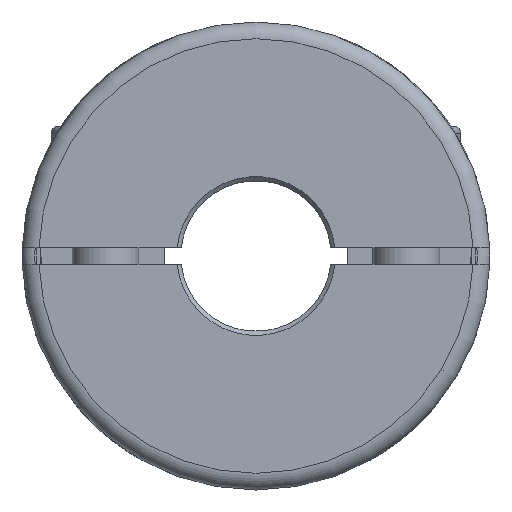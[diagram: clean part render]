
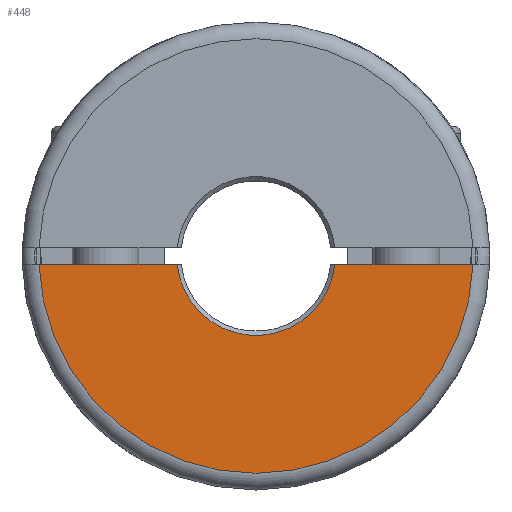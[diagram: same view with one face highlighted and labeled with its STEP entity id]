
A CAD part, left-side view. The second image highlights one B-rep face of the part: STEP entity #448.
In plain terms, the highlighted planar face has unit normal (-1, 0, 0).
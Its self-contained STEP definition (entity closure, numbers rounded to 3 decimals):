
#448 = ADVANCED_FACE( '', ( #988 ), #989, .F. );
#988 = FACE_OUTER_BOUND( '', #1551, .T. );
#989 = PLANE( '', #1552 );
#1551 = EDGE_LOOP( '', ( #2674, #2675, #2676, #2677 ) );
#1552 = AXIS2_PLACEMENT_3D( '', #2678, #2679, #2680 );
#2674 = ORIENTED_EDGE( '', *, *, #3037, .F. );
#2675 = ORIENTED_EDGE( '', *, *, #2997, .T. );
#2676 = ORIENTED_EDGE( '', *, *, #3263, .F. );
#2677 = ORIENTED_EDGE( '', *, *, #3278, .F. );
#2678 = CARTESIAN_POINT( '', ( -32., 0., 4. ) );
#2679 = DIRECTION( '', ( 1., 0., 0. ) );
#2680 = DIRECTION( '', ( 0., 0., 1. ) );
#2997 = EDGE_CURVE( '', #3551, #3548, #3552, .T. );
#3037 = EDGE_CURVE( '', #3551, #3613, #3614, .T. );
#3263 = EDGE_CURVE( '', #3916, #3548, #3917, .T. );
#3278 = EDGE_CURVE( '', #3613, #3916, #3935, .T. );
#3548 = VERTEX_POINT( '', #4555 );
#3551 = VERTEX_POINT( '', #4561 );
#3552 = CIRCLE( '', #4562, 9.5 );
#3613 = VERTEX_POINT( '', #4680 );
#3614 = LINE( '', #4681, #4682 );
#3916 = VERTEX_POINT( '', #5525 );
#3917 = LINE( '', #5526, #5527 );
#3935 = CIRCLE( '', #5564, 26. );
#4555 = CARTESIAN_POINT( '', ( -32., 9.447, -1. ) );
#4561 = CARTESIAN_POINT( '', ( -32., -9.447, -1. ) );
#4562 = AXIS2_PLACEMENT_3D( '', #5778, #5779, #5780 );
#4680 = CARTESIAN_POINT( '', ( -32., -25.981, -1. ) );
#4681 = CARTESIAN_POINT( '', ( -32., 0., -1. ) );
#4682 = VECTOR( '', #5829, 1000. );
#5525 = CARTESIAN_POINT( '', ( -32., 25.981, -1. ) );
#5526 = CARTESIAN_POINT( '', ( -32., 0., -1. ) );
#5527 = VECTOR( '', #6073, 1000. );
#5564 = AXIS2_PLACEMENT_3D( '', #6083, #6084, #6085 );
#5778 = CARTESIAN_POINT( '', ( -32., 0., 0. ) );
#5779 = DIRECTION( '', ( 1., 0., 0. ) );
#5780 = DIRECTION( '', ( 0., 1., 0. ) );
#5829 = DIRECTION( '', ( 0., -1., 0. ) );
#6073 = DIRECTION( '', ( 0., -1., 0. ) );
#6083 = CARTESIAN_POINT( '', ( -32., 0., 0. ) );
#6084 = DIRECTION( '', ( 1., 0., 0. ) );
#6085 = DIRECTION( '', ( 0., 0., 1. ) );
